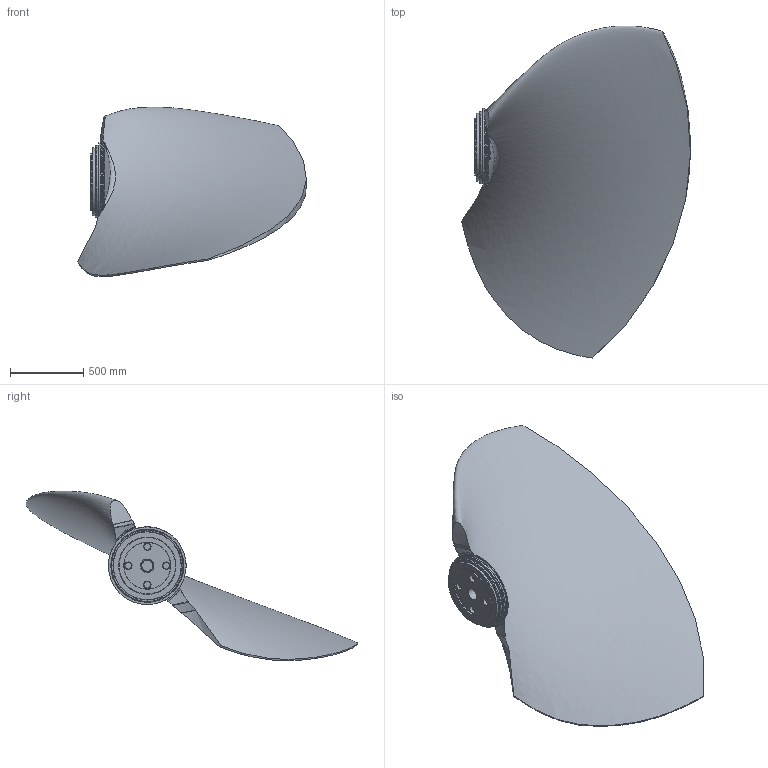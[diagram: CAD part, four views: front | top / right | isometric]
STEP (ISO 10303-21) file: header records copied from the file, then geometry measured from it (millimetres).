
FILE_DESCRIPTION((''),'2;1');
FILE_NAME('Laufschaufel_715813-3-step.stp','2013-10-14T14:31:01',('Sven.Mueller'),(''),'Autodesk Inventor 2013','Autodesk Inventor 2013','');
FILE_SCHEMA(('AUTOMOTIVE_DESIGN { 1 0 10303 214 1 1 1 1 }'));
Length unit declared in the file: millimetre
Products named in the file (1): Laufschaufel
Bounding box: 1565.68 x 2268.74 x 1160.18 mm (x, y, z)
Volume: 274019117.1 mm3; surface area: 6867765.3 mm2
Topology: 1 solids, 1 shells, 201 faces, 493 edges, 312 vertices
Faces by surface type: plane 47, bspline 43, cone 31, sphere 30, cylinder 29, torus 21
Full cylindrical faces by diameter (mm): 50 x4, 83.505 x1, 320 x1, 388 x1, 466 x1, 496 x1, 531 x2
Entity records: 22156 total; most frequent: CARTESIAN_POINT 17837, ORIENTED_EDGE 904, DIRECTION 793, EDGE_CURVE 452, AXIS2_PLACEMENT_3D 343, VERTEX_POINT 306, EDGE_LOOP 254, FACE_OUTER_BOUND 201
